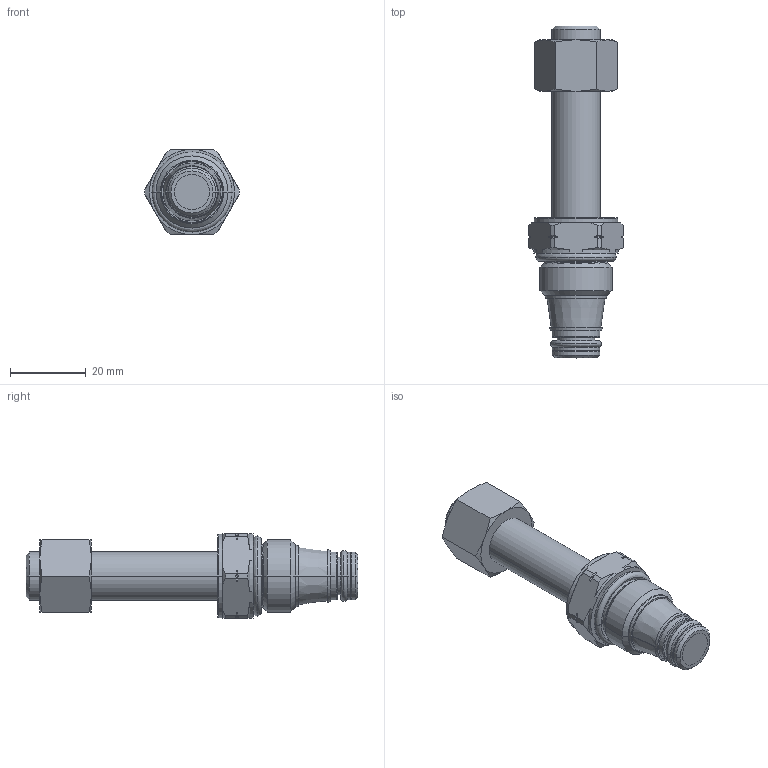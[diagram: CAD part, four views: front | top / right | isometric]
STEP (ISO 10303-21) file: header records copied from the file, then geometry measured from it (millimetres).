
FILE_DESCRIPTION((''),'2;1');
FILE_NAME('5005910_SW0001','2022-06-29T08:52:44',('DF4'),(''),'CREO PARAMETRIC BY PTC INC, 2020184','CREO PARAMETRIC BY PTC INC, 2020184','');
FILE_SCHEMA(('CONFIG_CONTROL_DESIGN'));
Length unit declared in the file: millimetre
Products named in the file (1): 5005910_SW0001
Bounding box: 24.94 x 87.71 x 22.25 mm (x, y, z)
Volume: 16280 mm3; surface area: 8702.2 mm2
Topology: 4 solids, 4 shells, 224 faces, 525 edges, 322 vertices
Faces by surface type: cone 76, cylinder 68, plane 38, torus 26, revolution 16
Entity records: 7686 total; most frequent: CARTESIAN_POINT 2590, DIRECTION 1057, ORIENTED_EDGE 1048, EDGE_CURVE 524, AXIS2_PLACEMENT_3D 445, VERTEX_POINT 320, EDGE_LOOP 244, CIRCLE 236
